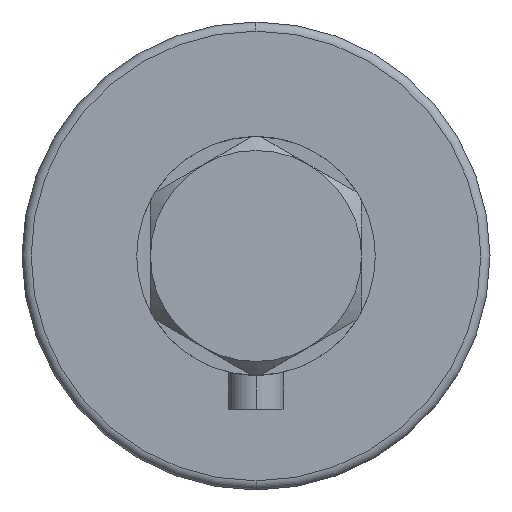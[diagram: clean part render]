
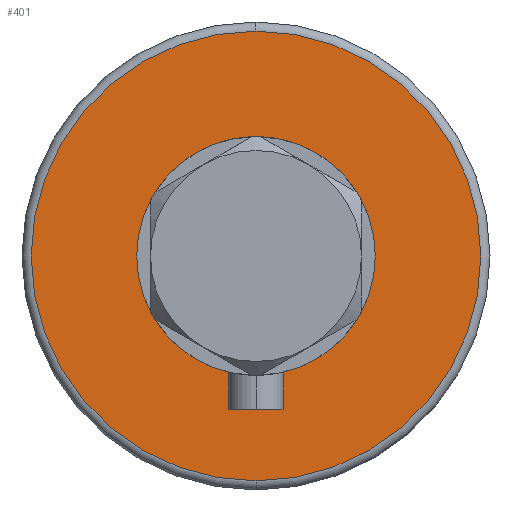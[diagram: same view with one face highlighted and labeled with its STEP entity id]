
A CAD part, left-side view. The second image highlights one B-rep face of the part: STEP entity #401.
In plain terms, the highlighted face is planar.
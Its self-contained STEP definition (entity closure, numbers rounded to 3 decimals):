
#401 = ADVANCED_FACE ( 'NONE', ( #2332, #747 ), #1985, .F. ) ;
#616 = ORIENTED_EDGE ( 'NONE', *, *, #4552, .T. ) ;
#747 = FACE_BOUND ( 'NONE', #3759, .T. ) ;
#801 = VERTEX_POINT ( 'NONE', #1822 ) ;
#841 = CIRCLE ( 'NONE', #2882, 49. ) ;
#869 = CIRCLE ( 'NONE', #4603, 20. ) ;
#939 = DIRECTION ( 'NONE',  ( 1., 0., 0. ) ) ;
#1045 = DIRECTION ( 'NONE',  ( 0., 0., 1. ) ) ;
#1092 = CARTESIAN_POINT ( 'NONE',  ( 0., 0., 0. ) ) ;
#1123 = AXIS2_PLACEMENT_3D ( 'NONE', #1289, #2896, #4523 ) ;
#1238 = CARTESIAN_POINT ( 'NONE',  ( 20., 0., 0. ) ) ;
#1266 = CARTESIAN_POINT ( 'NONE',  ( -49., 0., 0. ) ) ;
#1289 = CARTESIAN_POINT ( 'NONE',  ( 0., 0., 0. ) ) ;
#1387 = CARTESIAN_POINT ( 'NONE',  ( 0., 0., 0. ) ) ;
#1822 = CARTESIAN_POINT ( 'NONE',  ( -20., 0., 0. ) ) ;
#1985 = PLANE ( 'NONE',  #2452 ) ;
#2142 = DIRECTION ( 'NONE',  ( 0., 0., -1. ) ) ;
#2175 = EDGE_CURVE ( 'NONE', #2619, #3001, #4907, .T. ) ;
#2256 = DIRECTION ( 'NONE',  ( 1., 0., 0. ) ) ;
#2302 = ORIENTED_EDGE ( 'NONE', *, *, #3862, .T. ) ;
#2332 = FACE_OUTER_BOUND ( 'NONE', #4433, .T. ) ;
#2382 = DIRECTION ( 'NONE',  ( 0., 0., 1. ) ) ;
#2411 = CARTESIAN_POINT ( 'NONE',  ( 0., 0., 0. ) ) ;
#2452 = AXIS2_PLACEMENT_3D ( 'NONE', #2411, #2382, #4004 ) ;
#2507 = ORIENTED_EDGE ( 'NONE', *, *, #4968, .T. ) ;
#2617 = AXIS2_PLACEMENT_3D ( 'NONE', #1092, #4638, #2256 ) ;
#2619 = VERTEX_POINT ( 'NONE', #1266 ) ;
#2882 = AXIS2_PLACEMENT_3D ( 'NONE', #4587, #2142, #939 ) ;
#2896 = DIRECTION ( 'NONE',  ( 0., 0., 1. ) ) ;
#3001 = VERTEX_POINT ( 'NONE', #4843 ) ;
#3093 = VERTEX_POINT ( 'NONE', #1238 ) ;
#3385 = CIRCLE ( 'NONE', #1123, 20. ) ;
#3759 = EDGE_LOOP ( 'NONE', ( #2507, #616 ) ) ;
#3814 = DIRECTION ( 'NONE',  ( 1., 0., 0. ) ) ;
#3862 = EDGE_CURVE ( 'NONE', #3001, #2619, #841, .T. ) ;
#4004 = DIRECTION ( 'NONE',  ( 1., 0., 0. ) ) ;
#4228 = ORIENTED_EDGE ( 'NONE', *, *, #2175, .T. ) ;
#4433 = EDGE_LOOP ( 'NONE', ( #2302, #4228 ) ) ;
#4523 = DIRECTION ( 'NONE',  ( 1., 0., 0. ) ) ;
#4552 = EDGE_CURVE ( 'NONE', #801, #3093, #3385, .T. ) ;
#4587 = CARTESIAN_POINT ( 'NONE',  ( 0., 0., 0. ) ) ;
#4603 = AXIS2_PLACEMENT_3D ( 'NONE', #1387, #1045, #3814 ) ;
#4638 = DIRECTION ( 'NONE',  ( 0., 0., -1. ) ) ;
#4843 = CARTESIAN_POINT ( 'NONE',  ( 49., 0., 0. ) ) ;
#4907 = CIRCLE ( 'NONE', #2617, 49. ) ;
#4968 = EDGE_CURVE ( 'NONE', #3093, #801, #869, .T. ) ;
